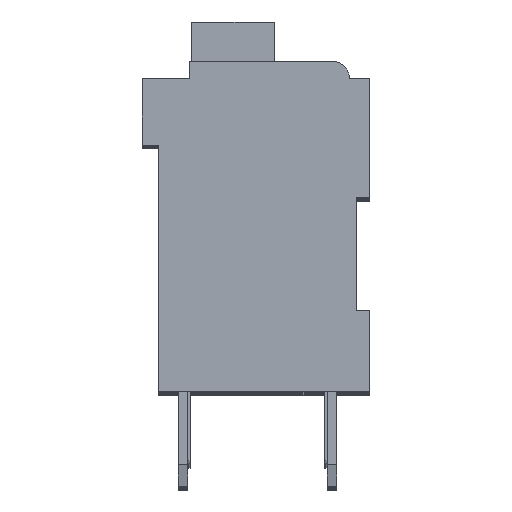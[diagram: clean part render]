
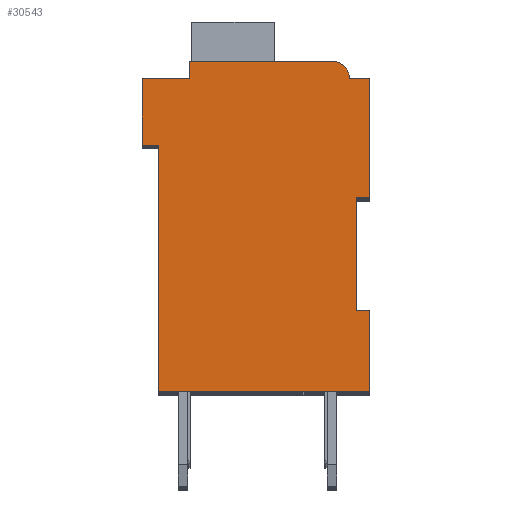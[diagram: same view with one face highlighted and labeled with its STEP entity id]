
A CAD part, top view. The second image highlights one B-rep face of the part: STEP entity #30543.
In plain terms, the highlighted planar face has unit normal (0, 0, 1).
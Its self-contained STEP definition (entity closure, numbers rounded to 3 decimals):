
#2938=DIRECTION('',(1.,0.,0.));
#2939=VECTOR('',#2938,0.5);
#2940=CARTESIAN_POINT('',(7.3,7.15,2.1));
#2941=LINE('',#2940,#2939);
#2942=DIRECTION('',(0.,1.,0.));
#2943=VECTOR('',#2942,4.15);
#2944=CARTESIAN_POINT('',(7.3,3.,2.1));
#2945=LINE('',#2944,#2943);
#2946=DIRECTION('',(-1.,0.,0.));
#2947=VECTOR('',#2946,0.5);
#2948=CARTESIAN_POINT('',(7.8,3.,2.1));
#2949=LINE('',#2948,#2947);
#2950=DIRECTION('',(0.,1.,0.));
#2951=VECTOR('',#2950,3.);
#2952=CARTESIAN_POINT('',(7.8,0.,2.1));
#2953=LINE('',#2952,#2951);
#2954=DIRECTION('',(1.,0.,0.));
#2955=VECTOR('',#2954,7.8);
#2956=CARTESIAN_POINT('',(0.,0.,2.1));
#2957=LINE('',#2956,#2955);
#2958=DIRECTION('',(0.,-1.,0.));
#2959=VECTOR('',#2958,9.1);
#2960=CARTESIAN_POINT('',(0.,9.1,2.1));
#2961=LINE('',#2960,#2959);
#2962=DIRECTION('',(1.,0.,0.));
#2963=VECTOR('',#2962,0.6);
#2964=CARTESIAN_POINT('',(-0.6,9.1,2.1));
#2965=LINE('',#2964,#2963);
#2966=DIRECTION('',(0.,-1.,0.));
#2967=VECTOR('',#2966,2.45);
#2968=CARTESIAN_POINT('',(-0.6,11.55,2.1));
#2969=LINE('',#2968,#2967);
#2970=DIRECTION('',(-1.,0.,0.));
#2971=VECTOR('',#2970,1.75);
#2972=CARTESIAN_POINT('',(1.15,11.55,2.1));
#2973=LINE('',#2972,#2971);
#2974=DIRECTION('',(0.,-1.,0.));
#2975=VECTOR('',#2974,0.65);
#2976=CARTESIAN_POINT('',(1.15,12.2,2.1));
#2977=LINE('',#2976,#2975);
#2978=DIRECTION('',(-1.,0.,0.));
#2979=VECTOR('',#2978,5.25);
#2980=CARTESIAN_POINT('',(6.4,12.2,2.1));
#2981=LINE('',#2980,#2979);
#2982=CARTESIAN_POINT('',(6.4,11.55,2.1));
#2983=DIRECTION('',(0.,0.,1.));
#2984=DIRECTION('',(1.,0.,0.));
#2985=AXIS2_PLACEMENT_3D('',#2982,#2983,#2984);
#2987=DIRECTION('',(-1.,0.,0.));
#2988=VECTOR('',#2987,0.75);
#2989=CARTESIAN_POINT('',(7.8,11.55,2.1));
#2990=LINE('',#2989,#2988);
#2991=DIRECTION('',(0.,1.,0.));
#2992=VECTOR('',#2991,4.4);
#2993=CARTESIAN_POINT('',(7.8,7.15,2.1));
#2994=LINE('',#2993,#2992);
#21279=CARTESIAN_POINT('',(7.3,7.15,2.1));
#21280=CARTESIAN_POINT('',(7.8,7.15,2.1));
#21281=VERTEX_POINT('',#21279);
#21282=VERTEX_POINT('',#21280);
#21283=CARTESIAN_POINT('',(7.8,11.55,2.1));
#21284=VERTEX_POINT('',#21283);
#21285=CARTESIAN_POINT('',(7.05,11.55,2.1));
#21286=VERTEX_POINT('',#21285);
#21287=CARTESIAN_POINT('',(6.4,12.2,2.1));
#21288=VERTEX_POINT('',#21287);
#21289=CARTESIAN_POINT('',(1.15,12.2,2.1));
#21290=VERTEX_POINT('',#21289);
#21291=CARTESIAN_POINT('',(1.15,11.55,2.1));
#21292=VERTEX_POINT('',#21291);
#21293=CARTESIAN_POINT('',(-0.6,11.55,2.1));
#21294=VERTEX_POINT('',#21293);
#21295=CARTESIAN_POINT('',(-0.6,9.1,2.1));
#21296=VERTEX_POINT('',#21295);
#21297=CARTESIAN_POINT('',(0.,9.1,2.1));
#21298=VERTEX_POINT('',#21297);
#21299=CARTESIAN_POINT('',(0.,0.,2.1));
#21300=VERTEX_POINT('',#21299);
#21301=CARTESIAN_POINT('',(7.8,0.,2.1));
#21302=VERTEX_POINT('',#21301);
#21303=CARTESIAN_POINT('',(7.8,3.,2.1));
#21304=VERTEX_POINT('',#21303);
#21305=CARTESIAN_POINT('',(7.3,3.,2.1));
#21306=VERTEX_POINT('',#21305);
#30513=CARTESIAN_POINT('',(0.,0.,2.1));
#30514=DIRECTION('',(0.,0.,1.));
#30515=DIRECTION('',(1.,0.,0.));
#30516=AXIS2_PLACEMENT_3D('',#30513,#30514,#30515);
#30517=PLANE('',#30516);
#30518=ORIENTED_EDGE('',*,*,#27976,.F.);
#30519=ORIENTED_EDGE('',*,*,#29028,.F.);
#30521=ORIENTED_EDGE('',*,*,#30520,.F.);
#30523=ORIENTED_EDGE('',*,*,#30522,.F.);
#30524=ORIENTED_EDGE('',*,*,#29607,.F.);
#30525=ORIENTED_EDGE('',*,*,#29412,.F.);
#30527=ORIENTED_EDGE('',*,*,#30526,.F.);
#30529=ORIENTED_EDGE('',*,*,#30528,.F.);
#30531=ORIENTED_EDGE('',*,*,#30530,.F.);
#30533=ORIENTED_EDGE('',*,*,#30532,.F.);
#30535=ORIENTED_EDGE('',*,*,#30534,.F.);
#30537=ORIENTED_EDGE('',*,*,#30536,.F.);
#30539=ORIENTED_EDGE('',*,*,#30538,.F.);
#30540=ORIENTED_EDGE('',*,*,#28544,.F.);
#30541=EDGE_LOOP('',(#30518,#30519,#30521,#30523,#30524,#30525,#30527,#30529,
#30531,#30533,#30535,#30537,#30539,#30540));
#30542=FACE_OUTER_BOUND('',#30541,.F.);
#2986=CIRCLE('',#2985,0.65);
#27976=EDGE_CURVE('',#21281,#21282,#2941,.T.);
#28544=EDGE_CURVE('',#21282,#21284,#2994,.T.);
#29028=EDGE_CURVE('',#21306,#21281,#2945,.T.);
#29412=EDGE_CURVE('',#21298,#21300,#2961,.T.);
#29607=EDGE_CURVE('',#21300,#21302,#2957,.T.);
#30520=EDGE_CURVE('',#21304,#21306,#2949,.T.);
#30522=EDGE_CURVE('',#21302,#21304,#2953,.T.);
#30526=EDGE_CURVE('',#21296,#21298,#2965,.T.);
#30528=EDGE_CURVE('',#21294,#21296,#2969,.T.);
#30530=EDGE_CURVE('',#21292,#21294,#2973,.T.);
#30532=EDGE_CURVE('',#21290,#21292,#2977,.T.);
#30534=EDGE_CURVE('',#21288,#21290,#2981,.T.);
#30536=EDGE_CURVE('',#21286,#21288,#2986,.T.);
#30538=EDGE_CURVE('',#21284,#21286,#2990,.T.);
#30543=ADVANCED_FACE('',(#30542),#30517,.T.);
